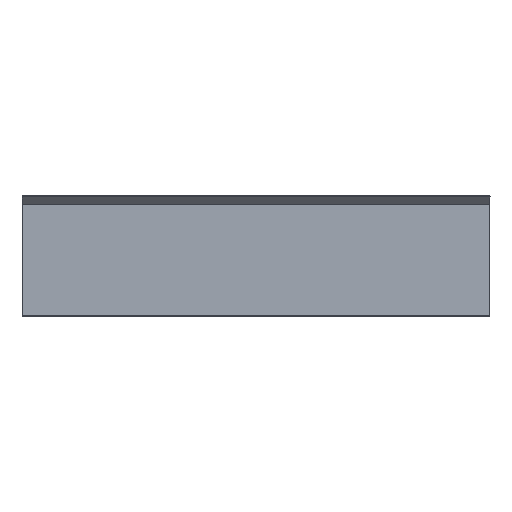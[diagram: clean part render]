
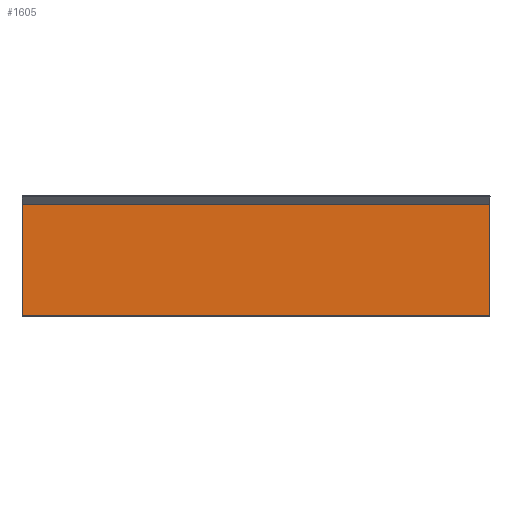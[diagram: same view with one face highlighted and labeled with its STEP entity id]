
A CAD part, top view. The second image highlights one B-rep face of the part: STEP entity #1605.
In plain terms, the highlighted planar face has unit normal (0, 0, 1).
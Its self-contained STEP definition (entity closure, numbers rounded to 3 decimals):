
#294=CARTESIAN_POINT('',(-0.941,264.624,567.032));
#295=VERTEX_POINT('',#294);
#302=CARTESIAN_POINT('',(-185.977,264.65,567.032));
#303=VERTEX_POINT('',#302);
#304=CARTESIAN_POINT('',(-185.977,264.65,567.032));
#305=DIRECTION('',(1.,0.,-0.));
#306=VECTOR('',#305,185.036);
#307=LINE('',#304,#306);
#308=EDGE_CURVE('',#303,#295,#307,.T.);
#1575=CARTESIAN_POINT('',(2.822,302.177,567.032));
#1576=DIRECTION('',(0.,0.,1.));
#1577=DIRECTION('',(1.,0.,-0.));
#1578=AXIS2_PLACEMENT_3D('',#1575,#1576,#1577);
#1579=PLANE('',#1578);
#1580=ORIENTED_EDGE('',*,*,#308,.T.);
#1581=CARTESIAN_POINT('',(-0.941,308.664,567.032));
#1582=VERTEX_POINT('',#1581);
#1583=CARTESIAN_POINT('',(-0.941,308.664,567.032));
#1584=DIRECTION('',(-0.,-1.,0.));
#1585=VECTOR('',#1584,44.04);
#1586=LINE('',#1583,#1585);
#1587=EDGE_CURVE('',#1582,#295,#1586,.T.);
#1588=ORIENTED_EDGE('',*,*,#1587,.F.);
#1589=CARTESIAN_POINT('',(-185.977,308.69,567.032));
#1590=VERTEX_POINT('',#1589);
#1591=CARTESIAN_POINT('',(-185.977,308.69,567.032));
#1592=DIRECTION('',(1.,0.,-0.));
#1593=VECTOR('',#1592,185.036);
#1594=LINE('',#1591,#1593);
#1595=EDGE_CURVE('',#1590,#1582,#1594,.T.);
#1596=ORIENTED_EDGE('',*,*,#1595,.F.);
#1597=CARTESIAN_POINT('',(-185.977,308.69,567.032));
#1598=DIRECTION('',(-0.,-1.,0.));
#1599=VECTOR('',#1598,44.04);
#1600=LINE('',#1597,#1599);
#1601=EDGE_CURVE('',#1590,#303,#1600,.T.);
#1602=ORIENTED_EDGE('',*,*,#1601,.T.);
#1603=EDGE_LOOP('',(#1580,#1588,#1596,#1602));
#1604=FACE_BOUND('',#1603,.T.);
#1605=ADVANCED_FACE('',(#1604),#1579,.T.);
